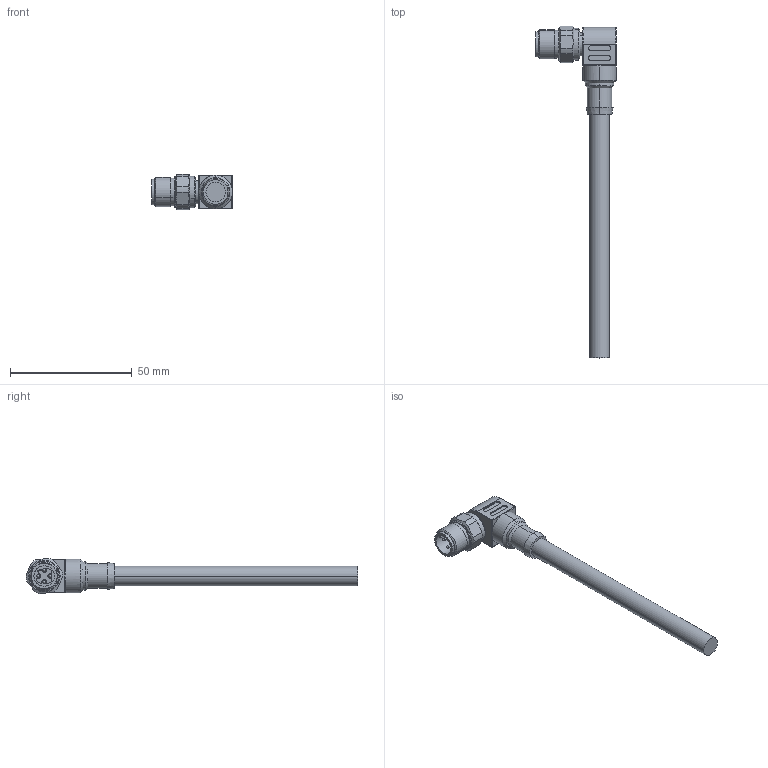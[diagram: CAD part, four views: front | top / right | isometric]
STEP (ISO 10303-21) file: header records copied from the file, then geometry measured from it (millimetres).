
FILE_DESCRIPTION((''),'2;1');
FILE_NAME('EWDLZ4-M-P00_ASM','2019-03-27T',('xin.jin'),(''),'PRO/ENGINEER BY PARAMETRIC TECHNOLOGY CORPORATION, 2012060','PRO/ENGINEER BY PARAMETRIC TECHNOLOGY CORPORATION, 2012060','');
FILE_SCHEMA(('AUTOMOTIVE_DESIGN { 1 0 10303 214 1 1 1 1 }'));
Length unit declared in the file: millimetre
Products named in the file (1): EWDLZ4-M-P00_ASM
Bounding box: 33.18 x 136.32 x 14.59 mm (x, y, z)
Volume: 11647.3 mm3; surface area: 6821.5 mm2
Topology: 1 solids, 13 shells, 333 faces, 825 edges, 528 vertices
Faces by surface type: cylinder 160, plane 141, cone 20, sphere 8, torus 4
Entity records: 10052 total; most frequent: DIRECTION 1846, CARTESIAN_POINT 1785, ORIENTED_EDGE 1626, EDGE_CURVE 813, AXIS2_PLACEMENT_3D 724, VERTEX_POINT 528, VECTOR 398, LINE 398
